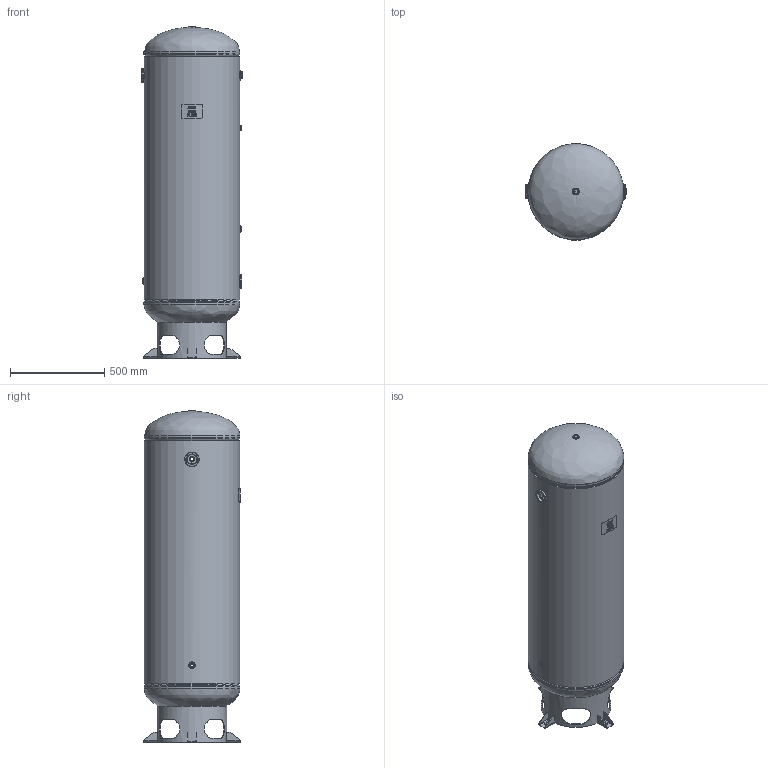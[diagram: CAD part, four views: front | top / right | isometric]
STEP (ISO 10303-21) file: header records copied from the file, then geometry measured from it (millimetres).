
FILE_DESCRIPTION(/* description */ ('20 X 48 200# VERT AIR REECEIVER'),/* implementation_level */ '2;1');
FILE_NAME(/* name */ 'A10325-300.stp',/* time_stamp */ '2020-07-14T11:03:30-04:00',/* author */ ('matt.gilbert'),/* organization */ ('STEEL FAB CATATLOG'),/* preprocessor_version */ 'ST-DEVELOPER v17.2',/* originating_system */ 'Autodesk Inventor 2019',/* authorisation */ 'CHECKERS BOSS');
FILE_SCHEMA (('AUTOMOTIVE_DESIGN { 1 0 10303 214 3 1 1 }'));
Length unit declared in the file: inch
Products named in the file (11): A10325-300; A10325-300-SL; H20187J-414G; F100250; A10325-300-NP; F102001; F100500; F100750; S102217; S100327; S101519-P
Assembly tree (18 placements, depth 3):
  A10325-300
    A10325-300-SL
    H20187J-414G  x2
    F100500  x4
    F102001  x2
    F100250
    A10325-300-NP
    F100750
    S102217
      S100327
      S101519-P  x4
Bounding box: 531.22 x 511.76 x 1759.74 mm (x, y, z)
Volume: 14626989.3 mm3; surface area: 6002204.9 mm2
Topology: 17 solids, 17 shells, 421 faces, 1161 edges, 800 vertices
Faces by surface type: plane 202, cylinder 97, bspline 67, torus 38, cone 17
Full cylindrical faces by diameter (mm): 6.35 x1, 11.455 x1, 12.7 x2, 18.644 x4, 19.05 x1, 26.987 x4, 36.909 x1, 50.8 x2, 52.387 x1, 55.169 x2, 66.675 x2, 76.2 x2, 359.192 x1, 368.3 x1, 485.038 x2, 494.538 x2, 496.962 x1, 498.5 x2, 507.122 x1, 508 x2
Entity records: 23706 total; most frequent: CARTESIAN_POINT 15982, ORIENTED_EDGE 1654, DIRECTION 1314, EDGE_CURVE 827, VERTEX_POINT 571, AXIS2_PLACEMENT_3D 503, EDGE_LOOP 350, LINE 308
